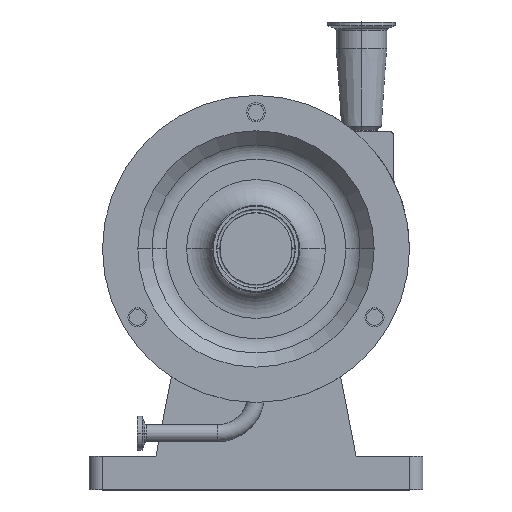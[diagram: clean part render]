
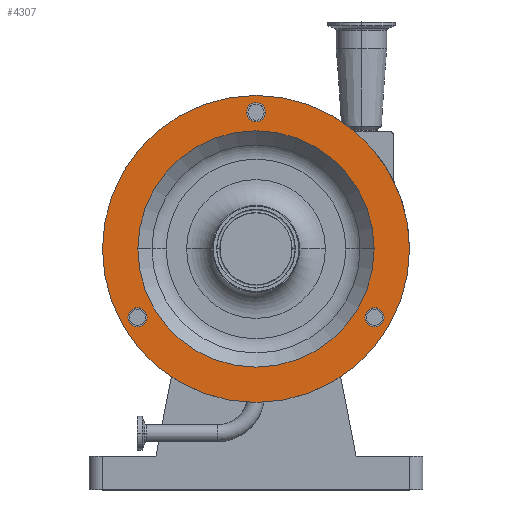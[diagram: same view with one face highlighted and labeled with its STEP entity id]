
A CAD part, top view. The second image highlights one B-rep face of the part: STEP entity #4307.
In plain terms, the highlighted planar face has unit normal (0, 0, 1).
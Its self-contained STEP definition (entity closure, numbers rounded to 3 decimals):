
#3464 = DIRECTION ( 'NONE',  ( 1., 0., 0. ) ) ;
#3465 = DIRECTION ( 'NONE',  ( 0., 0., 1. ) ) ;
#3466 = AXIS2_PLACEMENT_3D ( 'NONE', #3479, #3465, #3464 ) ;
#3467 = CIRCLE ( 'NONE', #3466, 88.5 ) ;
#3479 = CARTESIAN_POINT ( 'NONE',  ( 0., 0., 194. ) ) ;
#3877 = DIRECTION ( 'NONE',  ( 1., 0., 0. ) ) ;
#3878 = DIRECTION ( 'NONE',  ( 0., 0., 1. ) ) ;
#3879 = AXIS2_PLACEMENT_3D ( 'NONE', #3949, #3878, #3877 ) ;
#3880 = CIRCLE ( 'NONE', #3879, 7.144 ) ;
#3949 = CARTESIAN_POINT ( 'NONE',  ( 0., 102.5, 194. ) ) ;
#3999 = DIRECTION ( 'NONE',  ( -1., 0., 0. ) ) ;
#4000 = DIRECTION ( 'NONE',  ( 0., 0., -1. ) ) ;
#4001 = CARTESIAN_POINT ( 'NONE',  ( 0., 32., 194. ) ) ;
#4005 = FACE_OUTER_BOUND ( 'NONE', #4277, .T. ) ;
#4007 = FACE_BOUND ( 'NONE', #4308, .T. ) ;
#4008 = AXIS2_PLACEMENT_3D ( 'NONE', #4001, #4000, #3999 ) ;
#4009 = FACE_BOUND ( 'NONE', #4348, .T. ) ;
#4010 = DIRECTION ( 'NONE',  ( 1., 0., 0. ) ) ;
#4011 = DIRECTION ( 'NONE',  ( 0., 0., 1. ) ) ;
#4012 = CARTESIAN_POINT ( 'NONE',  ( 88.768, -51.25, 194. ) ) ;
#4015 = CIRCLE ( 'NONE', #4020, 7.144 ) ;
#4020 = AXIS2_PLACEMENT_3D ( 'NONE', #4012, #4011, #4010 ) ;
#4022 = FACE_BOUND ( 'NONE', #4318, .T. ) ;
#4035 = PLANE ( 'NONE',  #4008 ) ;
#4036 = FACE_BOUND ( 'NONE', #4310, .T. ) ;
#4040 = CARTESIAN_POINT ( 'NONE',  ( -88.768, -51.25, 194. ) ) ;
#4041 = CIRCLE ( 'NONE', #4062, 7.144 ) ;
#4047 = DIRECTION ( 'NONE',  ( 0., 0., 1. ) ) ;
#4061 = DIRECTION ( 'NONE',  ( 1., 0., 0. ) ) ;
#4062 = AXIS2_PLACEMENT_3D ( 'NONE', #4040, #4047, #4061 ) ;
#4074 = DIRECTION ( 'NONE',  ( 1., 0., 0. ) ) ;
#4075 = DIRECTION ( 'NONE',  ( 0., 0., 1. ) ) ;
#4076 = CARTESIAN_POINT ( 'NONE',  ( 0., 0., 194. ) ) ;
#4077 = AXIS2_PLACEMENT_3D ( 'NONE', #4076, #4075, #4074 ) ;
#4081 = CIRCLE ( 'NONE', #4077, 115. ) ;
#4171 = EDGE_CURVE ( 'NONE', #8326, #8330, #3467, .T. ) ;
#4215 = EDGE_CURVE ( 'NONE', #8335, #8303, #3880, .T. ) ;
#4266 = EDGE_CURVE ( 'NONE', #8309, #8323, #4041, .T. ) ;
#4277 = EDGE_LOOP ( 'NONE', ( #4279, #4317 ) ) ;
#4278 = EDGE_CURVE ( 'NONE', #8258, #8253, #4081, .T. ) ;
#4279 = ORIENTED_EDGE ( 'NONE', *, *, #8345, .T. ) ;
#4280 = ORIENTED_EDGE ( 'NONE', *, *, #8336, .F. ) ;
#4291 = ORIENTED_EDGE ( 'NONE', *, *, #4171, .F. ) ;
#4302 = EDGE_CURVE ( 'NONE', #8168, #8175, #4015, .T. ) ;
#4303 = ORIENTED_EDGE ( 'NONE', *, *, #8328, .F. ) ;
#4307 = ADVANCED_FACE ( 'NONE', ( #4009, #4036, #4007, #4005, #4022 ), #4035, .F. ) ;
#4308 = EDGE_LOOP ( 'NONE', ( #4312, #4280 ) ) ;
#4309 = ORIENTED_EDGE ( 'NONE', *, *, #4302, .F. ) ;
#4310 = EDGE_LOOP ( 'NONE', ( #4319, #4321 ) ) ;
#4311 = ORIENTED_EDGE ( 'NONE', *, *, #8166, .F. ) ;
#4312 = ORIENTED_EDGE ( 'NONE', *, *, #4215, .F. ) ;
#4317 = ORIENTED_EDGE ( 'NONE', *, *, #4278, .T. ) ;
#4318 = EDGE_LOOP ( 'NONE', ( #4291, #4303 ) ) ;
#4319 = ORIENTED_EDGE ( 'NONE', *, *, #4266, .F. ) ;
#4321 = ORIENTED_EDGE ( 'NONE', *, *, #8311, .F. ) ;
#4348 = EDGE_LOOP ( 'NONE', ( #4309, #4311 ) ) ;
#4998 = CARTESIAN_POINT ( 'NONE',  ( 81.624, -51.25, 194. ) ) ;
#5091 = DIRECTION ( 'NONE',  ( 1., 0., 0. ) ) ;
#5092 = DIRECTION ( 'NONE',  ( 0., 0., 1. ) ) ;
#5093 = CARTESIAN_POINT ( 'NONE',  ( 88.768, -51.25, 194. ) ) ;
#5094 = AXIS2_PLACEMENT_3D ( 'NONE', #5093, #5092, #5091 ) ;
#5095 = CIRCLE ( 'NONE', #5094, 7.144 ) ;
#5096 = CARTESIAN_POINT ( 'NONE',  ( 95.911, -51.25, 194. ) ) ;
#5243 = CARTESIAN_POINT ( 'NONE',  ( 115., 0., 194. ) ) ;
#5370 = CARTESIAN_POINT ( 'NONE',  ( -115., 0., 194. ) ) ;
#5422 = CARTESIAN_POINT ( 'NONE',  ( -7.144, 102.5, 194. ) ) ;
#5431 = CIRCLE ( 'NONE', #5484, 7.144 ) ;
#5475 = CARTESIAN_POINT ( 'NONE',  ( 7.144, 102.5, 194. ) ) ;
#5477 = DIRECTION ( 'NONE',  ( 1., 0., 0. ) ) ;
#5478 = DIRECTION ( 'NONE',  ( 0., 0., 1. ) ) ;
#5479 = AXIS2_PLACEMENT_3D ( 'NONE', #5482, #5478, #5477 ) ;
#5482 = CARTESIAN_POINT ( 'NONE',  ( 0., 0., 194. ) ) ;
#5484 = AXIS2_PLACEMENT_3D ( 'NONE', #5587, #5586, #5585 ) ;
#5485 = CARTESIAN_POINT ( 'NONE',  ( -88.5, 0., 194. ) ) ;
#5486 = CARTESIAN_POINT ( 'NONE',  ( 88.5, 0., 194. ) ) ;
#5488 = CIRCLE ( 'NONE', #5479, 88.5 ) ;
#5490 = CARTESIAN_POINT ( 'NONE',  ( -95.911, -51.25, 194. ) ) ;
#5568 = DIRECTION ( 'NONE',  ( 1., 0., 0. ) ) ;
#5569 = DIRECTION ( 'NONE',  ( 0., 0., 1. ) ) ;
#5570 = AXIS2_PLACEMENT_3D ( 'NONE', #5578, #5569, #5568 ) ;
#5571 = CIRCLE ( 'NONE', #5570, 115. ) ;
#5578 = CARTESIAN_POINT ( 'NONE',  ( 0., 0., 194. ) ) ;
#5585 = DIRECTION ( 'NONE',  ( 1., 0., 0. ) ) ;
#5586 = DIRECTION ( 'NONE',  ( 0., 0., 1. ) ) ;
#5587 = CARTESIAN_POINT ( 'NONE',  ( 0., 102.5, 194. ) ) ;
#5596 = DIRECTION ( 'NONE',  ( 1., 0., 0. ) ) ;
#5597 = DIRECTION ( 'NONE',  ( 0., 0., 1. ) ) ;
#5598 = CARTESIAN_POINT ( 'NONE',  ( -88.768, -51.25, 194. ) ) ;
#5599 = AXIS2_PLACEMENT_3D ( 'NONE', #5598, #5597, #5596 ) ;
#5609 = CIRCLE ( 'NONE', #5599, 7.144 ) ;
#5612 = CARTESIAN_POINT ( 'NONE',  ( -81.624, -51.25, 194. ) ) ;
#8166 = EDGE_CURVE ( 'NONE', #8175, #8168, #5095, .T. ) ;
#8168 = VERTEX_POINT ( 'NONE', #5096 ) ;
#8175 = VERTEX_POINT ( 'NONE', #4998 ) ;
#8253 = VERTEX_POINT ( 'NONE', #5243 ) ;
#8258 = VERTEX_POINT ( 'NONE', #5370 ) ;
#8303 = VERTEX_POINT ( 'NONE', #5422 ) ;
#8309 = VERTEX_POINT ( 'NONE', #5612 ) ;
#8311 = EDGE_CURVE ( 'NONE', #8323, #8309, #5609, .T. ) ;
#8323 = VERTEX_POINT ( 'NONE', #5490 ) ;
#8326 = VERTEX_POINT ( 'NONE', #5486 ) ;
#8328 = EDGE_CURVE ( 'NONE', #8330, #8326, #5488, .T. ) ;
#8330 = VERTEX_POINT ( 'NONE', #5485 ) ;
#8335 = VERTEX_POINT ( 'NONE', #5475 ) ;
#8336 = EDGE_CURVE ( 'NONE', #8303, #8335, #5431, .T. ) ;
#8345 = EDGE_CURVE ( 'NONE', #8253, #8258, #5571, .T. ) ;
